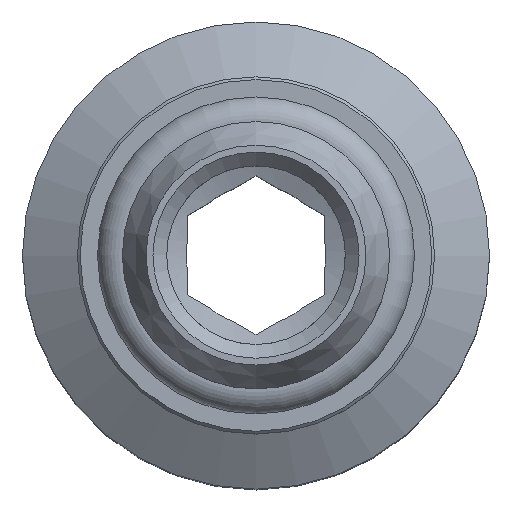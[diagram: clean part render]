
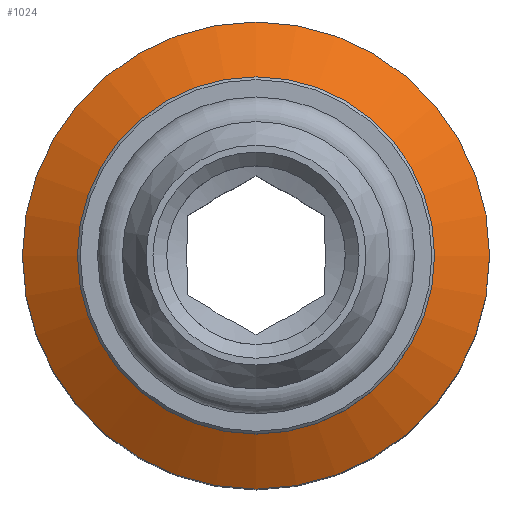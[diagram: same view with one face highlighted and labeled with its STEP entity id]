
A CAD part, top view. The second image highlights one B-rep face of the part: STEP entity #1024.
In plain terms, the highlighted conical face has half-angle 60 degrees and reference radius 6.5 mm.
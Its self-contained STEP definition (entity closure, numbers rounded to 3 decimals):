
#28=CONICAL_SURFACE('',#1103,6.5,1.047);
#59=CIRCLE('',#1102,6.5);
#60=CIRCLE('',#1104,8.5);
#240=ORIENTED_EDGE('',*,*,#362,.F.);
#241=ORIENTED_EDGE('',*,*,#361,.T.);
#361=EDGE_CURVE('',#427,#427,#59,.T.);
#362=EDGE_CURVE('',#428,#428,#60,.T.);
#427=VERTEX_POINT('',#1559);
#428=VERTEX_POINT('',#1562);
#511=EDGE_LOOP('',(#240));
#512=EDGE_LOOP('',(#241));
#591=FACE_BOUND('',#511,.T.);
#592=FACE_BOUND('',#512,.T.);
#1024=ADVANCED_FACE('',(#591,#592),#28,.T.);
#1102=AXIS2_PLACEMENT_3D('',#1558,#1267,#1268);
#1103=AXIS2_PLACEMENT_3D('',#1560,#1269,#1270);
#1104=AXIS2_PLACEMENT_3D('',#1561,#1271,#1272);
#1267=DIRECTION('',(0.,0.,-1.));
#1268=DIRECTION('',(0.,1.,0.));
#1269=DIRECTION('',(0.,0.,-1.));
#1270=DIRECTION('',(0.,1.,0.));
#1271=DIRECTION('',(0.,0.,-1.));
#1272=DIRECTION('',(0.,1.,0.));
#1558=CARTESIAN_POINT('',(0.,0.,-7.5));
#1559=CARTESIAN_POINT('',(0.,6.5,-7.5));
#1560=CARTESIAN_POINT('',(0.,0.,-7.5));
#1561=CARTESIAN_POINT('',(0.,0.,-8.655));
#1562=CARTESIAN_POINT('',(0.,8.5,-8.655));
